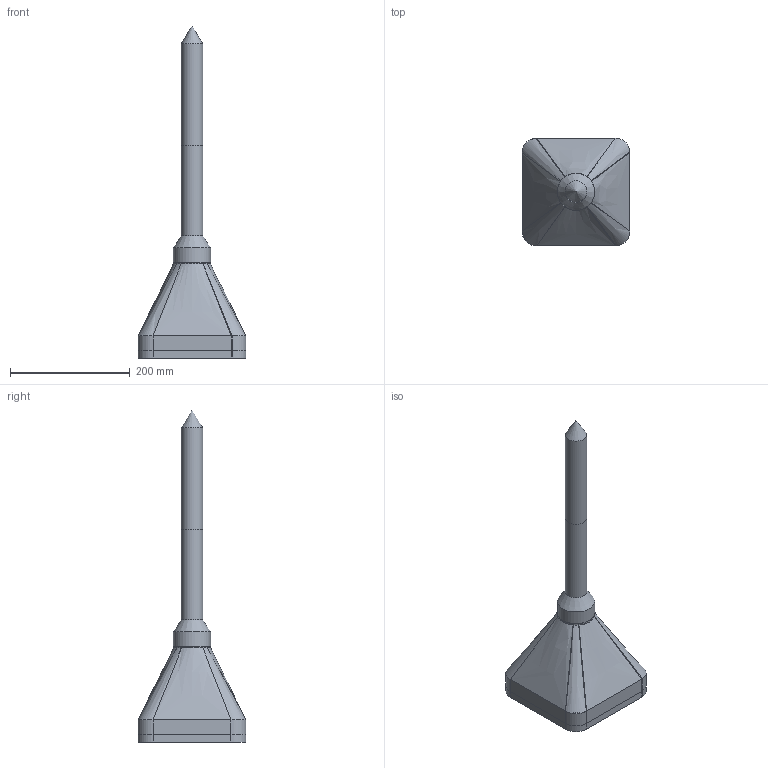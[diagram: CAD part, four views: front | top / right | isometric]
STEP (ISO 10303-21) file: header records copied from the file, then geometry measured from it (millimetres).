
FILE_DESCRIPTION(/* description */ (''),/* implementation_level */ '2;1');
FILE_NAME(/* name */ 'Complete_Assembly.step',/* time_stamp */ '2023-03-14T20:45:11-07:00',/* author */ (''),/* organization */ (''),/* preprocessor_version */ 'ST-DEVELOPER v19.2',/* originating_system */ 'Autodesk Translation Framework v11.17.0.187',/* authorisation */ '');
FILE_SCHEMA (('AUTOMOTIVE_DESIGN { 1 0 10303 214 3 1 1 }'));
Length unit declared in the file: millimetre
Products named in the file (1): top
Bounding box: 180 x 180 x 554 mm (x, y, z)
Volume: 753183.8 mm3; surface area: 306977.8 mm2
Topology: 5 solids, 5 shells, 143 faces, 369 edges, 241 vertices
Faces by surface type: plane 79, cylinder 32, bspline 22, cone 10
Full cylindrical faces by diameter (mm): 36 x2, 62 x2
Entity records: 4931 total; most frequent: CARTESIAN_POINT 1437, ORIENTED_EDGE 736, DIRECTION 674, EDGE_CURVE 368, LINE 250, VECTOR 250, VERTEX_POINT 241, AXIS2_PLACEMENT_3D 212
